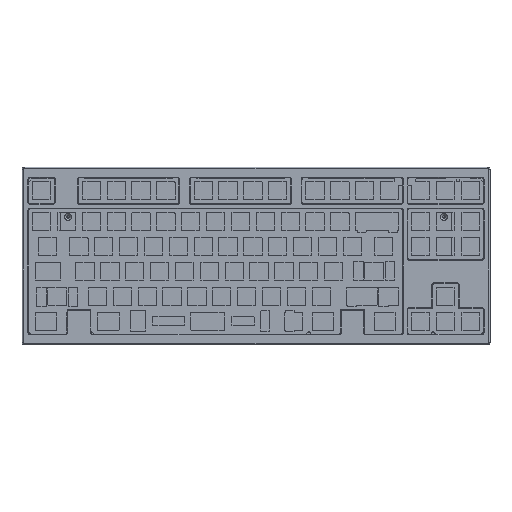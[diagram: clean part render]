
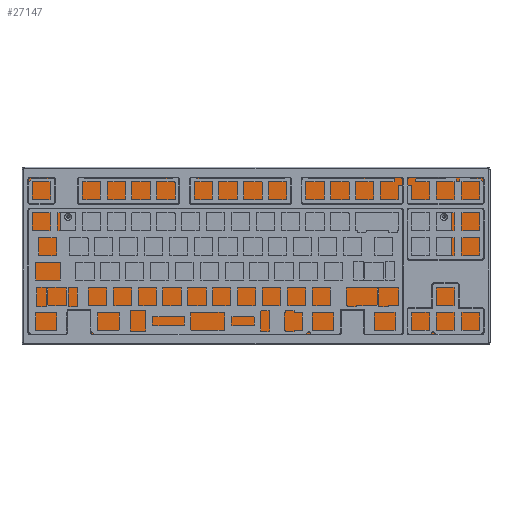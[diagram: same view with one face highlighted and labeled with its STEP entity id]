
A CAD part, top view. The second image highlights one B-rep face of the part: STEP entity #27147.
In plain terms, the highlighted planar face has unit normal (0, 0, 1).
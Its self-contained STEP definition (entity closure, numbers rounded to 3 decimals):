
#438=FACE_BOUND('',#9908,.T.);
#1082=PLANE('',#29788);
#3532=LINE('',#45133,#6137);
#3539=LINE('',#45163,#6144);
#3544=LINE('',#45176,#6149);
#3545=LINE('',#45178,#6150);
#3600=LINE('',#46174,#6205);
#3612=LINE('',#46215,#6217);
#3615=LINE('',#46222,#6220);
#3616=LINE('',#46226,#6221);
#6137=VECTOR('',#37150,10.);
#6144=VECTOR('',#37179,10.);
#6149=VECTOR('',#37196,10.);
#6150=VECTOR('',#37199,10.);
#6205=VECTOR('',#37448,10.);
#6217=VECTOR('',#37478,10.);
#6220=VECTOR('',#37487,10.);
#6221=VECTOR('',#37490,10.);
#8257=FACE_OUTER_BOUND('',#9907,.T.);
#9907=EDGE_LOOP('',(#25369,#25370,#25371,#25372,#25373,#25374,#25375,#25376));
#9908=EDGE_LOOP('',(#25377,#25378,#25379,#25380,#25381,#25382,#25383,#25384));
#11200=CIRCLE('',#29660,4.);
#11202=CIRCLE('',#29664,4.);
#11209=CIRCLE('',#29674,4.);
#11210=CIRCLE('',#29676,4.);
#11267=CIRCLE('',#29784,1.6);
#11268=CIRCLE('',#29787,1.6);
#11269=CIRCLE('',#29789,1.6);
#11270=CIRCLE('',#29790,1.6);
#13680=VERTEX_POINT('',#45123);
#13681=VERTEX_POINT('',#45125);
#13683=VERTEX_POINT('',#45131);
#13686=VERTEX_POINT('',#45138);
#13687=VERTEX_POINT('',#45140);
#13695=VERTEX_POINT('',#45162);
#13696=VERTEX_POINT('',#45166);
#13697=VERTEX_POINT('',#45170);
#13811=VERTEX_POINT('',#46171);
#13812=VERTEX_POINT('',#46173);
#13822=VERTEX_POINT('',#46208);
#13823=VERTEX_POINT('',#46209);
#13824=VERTEX_POINT('',#46214);
#13825=VERTEX_POINT('',#46218);
#13826=VERTEX_POINT('',#46223);
#13827=VERTEX_POINT('',#46225);
#17498=EDGE_CURVE('',#13680,#13681,#11200,.T.);
#17502=EDGE_CURVE('',#13680,#13683,#3532,.T.);
#17505=EDGE_CURVE('',#13686,#13687,#11202,.T.);
#17517=EDGE_CURVE('',#13695,#13687,#3539,.T.);
#17519=EDGE_CURVE('',#13695,#13696,#11209,.T.);
#17522=EDGE_CURVE('',#13697,#13683,#11210,.T.);
#17524=EDGE_CURVE('',#13686,#13681,#3544,.T.);
#17525=EDGE_CURVE('',#13697,#13696,#3545,.T.);
#17685=EDGE_CURVE('',#13812,#13811,#3600,.T.);
#17700=EDGE_CURVE('',#13822,#13823,#11267,.T.);
#17703=EDGE_CURVE('',#13824,#13822,#3612,.T.);
#17705=EDGE_CURVE('',#13825,#13812,#11268,.T.);
#17707=EDGE_CURVE('',#13823,#13825,#3615,.T.);
#17708=EDGE_CURVE('',#13811,#13826,#11269,.T.);
#17709=EDGE_CURVE('',#13826,#13827,#3616,.T.);
#17710=EDGE_CURVE('',#13827,#13824,#11270,.T.);
#25369=ORIENTED_EDGE('',*,*,#17700,.T.);
#25370=ORIENTED_EDGE('',*,*,#17707,.T.);
#25371=ORIENTED_EDGE('',*,*,#17705,.T.);
#25372=ORIENTED_EDGE('',*,*,#17685,.T.);
#25373=ORIENTED_EDGE('',*,*,#17708,.T.);
#25374=ORIENTED_EDGE('',*,*,#17709,.T.);
#25375=ORIENTED_EDGE('',*,*,#17710,.T.);
#25376=ORIENTED_EDGE('',*,*,#17703,.T.);
#25377=ORIENTED_EDGE('',*,*,#17502,.T.);
#25378=ORIENTED_EDGE('',*,*,#17522,.F.);
#25379=ORIENTED_EDGE('',*,*,#17525,.T.);
#25380=ORIENTED_EDGE('',*,*,#17519,.F.);
#25381=ORIENTED_EDGE('',*,*,#17517,.T.);
#25382=ORIENTED_EDGE('',*,*,#17505,.F.);
#25383=ORIENTED_EDGE('',*,*,#17524,.T.);
#25384=ORIENTED_EDGE('',*,*,#17498,.F.);
#27147=ADVANCED_FACE('',(#8257,#438),#1082,.T.);
#29660=AXIS2_PLACEMENT_3D('',#45126,#37143,#37144);
#29664=AXIS2_PLACEMENT_3D('',#45141,#37156,#37157);
#29674=AXIS2_PLACEMENT_3D('',#45167,#37183,#37184);
#29676=AXIS2_PLACEMENT_3D('',#45172,#37189,#37190);
#29784=AXIS2_PLACEMENT_3D('',#46210,#37472,#37473);
#29787=AXIS2_PLACEMENT_3D('',#46219,#37482,#37483);
#29788=AXIS2_PLACEMENT_3D('',#46221,#37485,#37486);
#29789=AXIS2_PLACEMENT_3D('',#46224,#37488,#37489);
#29790=AXIS2_PLACEMENT_3D('',#46227,#37491,#37492);
#37143=DIRECTION('center_axis',(0.,0.,1.));
#37144=DIRECTION('ref_axis',(0.707,-0.707,0.));
#37150=DIRECTION('',(-1.,0.,0.));
#37156=DIRECTION('center_axis',(0.,0.,1.));
#37157=DIRECTION('ref_axis',(0.707,0.707,0.));
#37179=DIRECTION('',(1.,0.,0.));
#37183=DIRECTION('center_axis',(0.,0.,1.));
#37184=DIRECTION('ref_axis',(-0.707,0.707,0.));
#37189=DIRECTION('center_axis',(0.,0.,1.));
#37190=DIRECTION('ref_axis',(-0.707,-0.707,0.));
#37196=DIRECTION('',(0.,-1.,0.));
#37199=DIRECTION('',(0.,1.,0.));
#37448=DIRECTION('',(-1.,0.,0.));
#37472=DIRECTION('center_axis',(0.,0.,1.));
#37473=DIRECTION('ref_axis',(0.707,-0.707,0.));
#37478=DIRECTION('',(1.,0.,0.));
#37482=DIRECTION('center_axis',(0.,0.,1.));
#37483=DIRECTION('ref_axis',(0.707,0.707,0.));
#37485=DIRECTION('center_axis',(0.,0.,1.));
#37486=DIRECTION('ref_axis',(1.,0.,0.));
#37487=DIRECTION('',(0.,1.,0.));
#37488=DIRECTION('center_axis',(0.,0.,1.));
#37489=DIRECTION('ref_axis',(-0.707,0.707,0.));
#37490=DIRECTION('',(0.,-1.,0.));
#37491=DIRECTION('center_axis',(0.,0.,1.));
#37492=DIRECTION('ref_axis',(-0.707,-0.707,0.));
#45123=CARTESIAN_POINT('',(320.431,36.437,-10.));
#45125=CARTESIAN_POINT('',(324.431,40.437,-10.));
#45126=CARTESIAN_POINT('Origin',(320.431,40.437,-10.));
#45131=CARTESIAN_POINT('',(28.231,36.437,-10.));
#45133=CARTESIAN_POINT('',(247.331,36.437,-10.));
#45138=CARTESIAN_POINT('',(324.431,92.637,-10.));
#45140=CARTESIAN_POINT('',(320.431,96.637,-10.));
#45141=CARTESIAN_POINT('Origin',(320.431,92.637,-10.));
#45162=CARTESIAN_POINT('',(28.231,96.637,-10.));
#45163=CARTESIAN_POINT('',(101.331,96.637,-10.));
#45166=CARTESIAN_POINT('',(24.231,92.637,-10.));
#45167=CARTESIAN_POINT('Origin',(28.231,92.637,-10.));
#45170=CARTESIAN_POINT('',(24.231,40.437,-10.));
#45172=CARTESIAN_POINT('Origin',(28.231,40.437,-10.));
#45176=CARTESIAN_POINT('',(324.431,76.534,-10.));
#45178=CARTESIAN_POINT('',(24.231,50.534,-10.));
#46171=CARTESIAN_POINT('',(1.625,120.538,-10.));
#46173=CARTESIAN_POINT('',(347.037,120.538,-10.));
#46174=CARTESIAN_POINT('',(87.178,120.538,-10.));
#46208=CARTESIAN_POINT('',(347.037,0.525,-10.));
#46209=CARTESIAN_POINT('',(348.637,2.125,-10.));
#46210=CARTESIAN_POINT('Origin',(347.037,2.125,-10.));
#46214=CARTESIAN_POINT('',(1.625,0.525,-10.));
#46215=CARTESIAN_POINT('',(261.484,0.525,-10.));
#46218=CARTESIAN_POINT('',(348.637,118.938,-10.));
#46219=CARTESIAN_POINT('Origin',(347.037,118.938,-10.));
#46221=CARTESIAN_POINT('Origin',(174.331,60.531,-10.));
#46222=CARTESIAN_POINT('',(348.637,90.534,-10.));
#46223=CARTESIAN_POINT('',(0.025,118.938,-10.));
#46224=CARTESIAN_POINT('Origin',(1.625,118.938,-10.));
#46225=CARTESIAN_POINT('',(0.025,2.125,-10.));
#46226=CARTESIAN_POINT('',(0.025,30.528,-10.));
#46227=CARTESIAN_POINT('Origin',(1.625,2.125,-10.));
